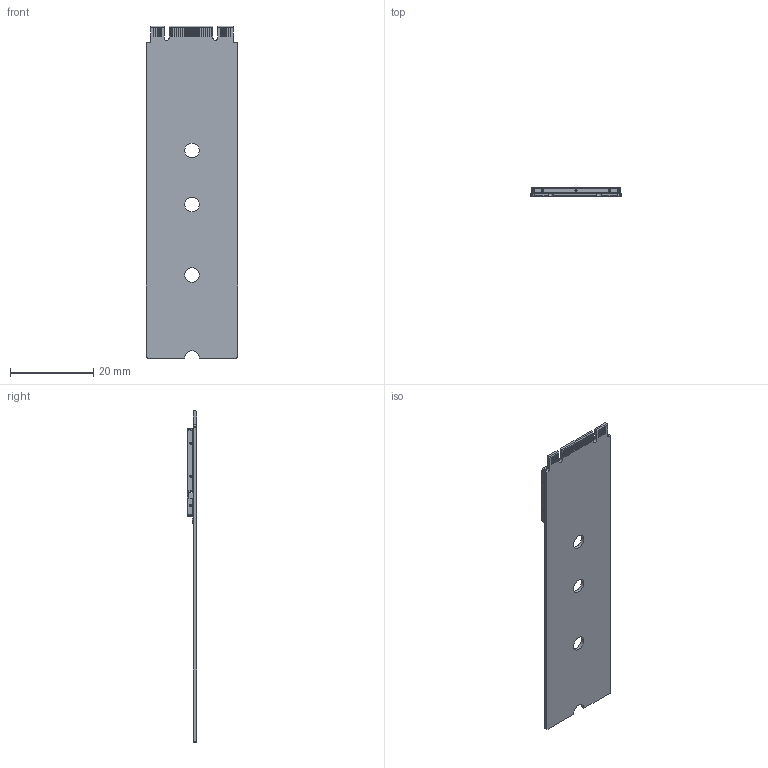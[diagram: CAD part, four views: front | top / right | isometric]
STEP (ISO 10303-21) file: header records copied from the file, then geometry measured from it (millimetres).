
FILE_DESCRIPTION (( 'STEP AP203' ), '1' );
FILE_NAME ('M.2 BM.STEP', '2020-04-03T00:00:20', ( '' ), ( '' ), 'SwSTEP 2.0', 'SolidWorks 2018', '' );
FILE_SCHEMA (( 'CONFIG_CONTROL_DESIGN' ));
Length unit declared in the file: millimetre
Products named in the file (1): M.2 BM
Bounding box: 22 x 2.3 x 80 mm (x, y, z)
Volume: 1512.7 mm3; surface area: 5752.9 mm2
Topology: 65 solids, 65 shells, 676 faces, 1595 edges, 1051 vertices
Faces by surface type: plane 518, cylinder 76, torus 58, bspline 24
Entity records: 19777 total; most frequent: CARTESIAN_POINT 4021, DIRECTION 3228, ORIENTED_EDGE 3150, EDGE_CURVE 1575, LINE 1164, VECTOR 1164, VERTEX_POINT 1051, AXIS2_PLACEMENT_3D 1032
